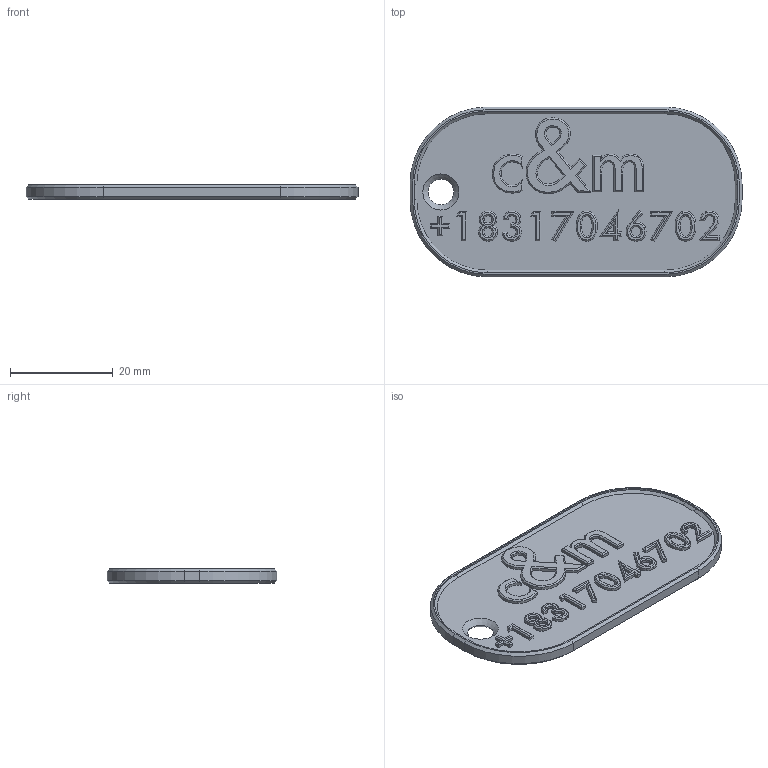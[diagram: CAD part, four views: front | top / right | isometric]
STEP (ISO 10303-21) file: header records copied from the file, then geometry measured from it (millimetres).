
FILE_DESCRIPTION(/* description */ (''),/* implementation_level */ '2;1');
FILE_NAME(/* name */ 'Luggage Tag c&m v5.step',/* time_stamp */ '2024-06-21T18:57:46-07:00',/* author */ (''),/* organization */ (''),/* preprocessor_version */ 'ST-DEVELOPER v20',/* originating_system */ 'Autodesk Translation Framework v13.14.0.145',/* authorisation */ '');
FILE_SCHEMA (('AUTOMOTIVE_DESIGN { 1 0 10303 214 3 1 1 }'));
Length unit declared in the file: millimetre
Products named in the file (1): Luggage Tag c&m
Bounding box: 64.5 x 33 x 2.8 mm (x, y, z)
Volume: 3871.3 mm3; surface area: 5029.5 mm2
Topology: 1 solids, 1 shells, 1004 faces, 2558 edges, 1614 vertices
Faces by surface type: bspline 603, plane 379, cone 14, cylinder 8
Entity records: 38741 total; most frequent: CARTESIAN_POINT 18803, ORIENTED_EDGE 5116, EDGE_CURVE 2558, DIRECTION 2176, VERTEX_POINT 1614, LINE 1310, VECTOR 1310, B_SPLINE_CURVE_WITH_KNOTS 1217
